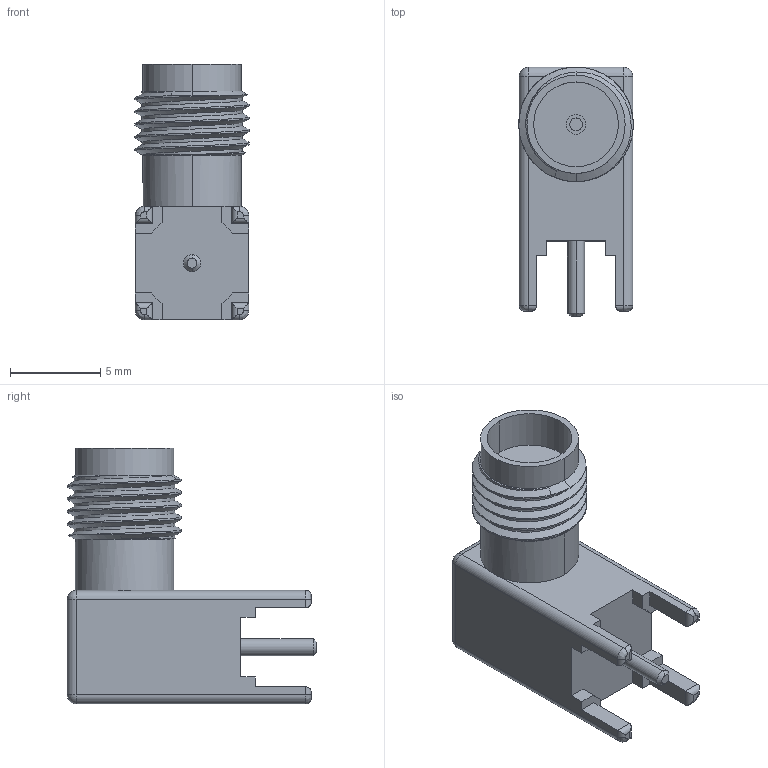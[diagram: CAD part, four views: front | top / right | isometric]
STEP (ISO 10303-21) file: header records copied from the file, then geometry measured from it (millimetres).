
FILE_DESCRIPTION(('STEP AP214'),'1');
FILE_NAME(' ',' ',('TraceParts'),('TraceParts S.A.'),'XStep 1.0',' ',' ');
FILE_SCHEMA(('automotive_design'));
Length unit declared in the file: millimetre
Products named in the file (1): C-5-1814400-1
Bounding box: 6.34 x 13.84 x 14.2 mm (x, y, z)
Volume: 559.3 mm3; surface area: 600.5 mm2
Topology: 1 solids, 1 shells, 107 faces, 266 edges, 161 vertices
Faces by surface type: cylinder 50, plane 37, bspline 10, cone 6, sphere 4
Entity records: 4942 total; most frequent: CARTESIAN_POINT 2487, ORIENTED_EDGE 524, DIRECTION 481, EDGE_CURVE 262, AXIS2_PLACEMENT_3D 167, VERTEX_POINT 161, LINE 147, VECTOR 147
